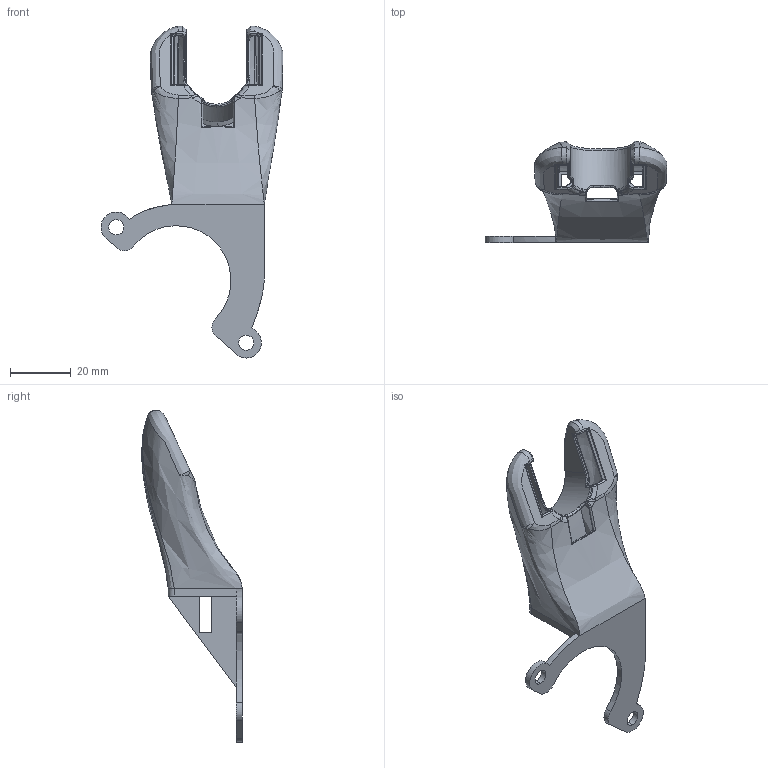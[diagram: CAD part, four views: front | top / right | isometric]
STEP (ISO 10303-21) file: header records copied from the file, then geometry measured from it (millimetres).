
FILE_DESCRIPTION (( 'STEP AP203' ), '1' );
FILE_NAME ('P4_3D Printed Part Coolling Fan Shroud REV A.STEP', '2023-09-02T22:30:33', ( '' ), ( '' ), 'SwSTEP 2.0', 'SolidWorks 2020', '' );
FILE_SCHEMA (( 'CONFIG_CONTROL_DESIGN' ));
Products named in the file (1): P4_3D Printed Part Coolling Fan Shroud REV A
Bounding box: 59.86 x 33.19 x 109.19 mm (x, y, z)
Volume: 7984.3 mm3; surface area: 13865 mm2
Topology: 1 solids, 1 shells, 237 faces, 644 edges, 393 vertices
Faces by surface type: bspline 132, cylinder 51, plane 44, torus 6, cone 4
Entity records: 31397 total; most frequent: CARTESIAN_POINT 26712, ORIENTED_EDGE 1266, EDGE_CURVE 633, DIRECTION 530, VERTEX_POINT 393, B_SPLINE_CURVE_WITH_KNOTS 343, EDGE_LOOP 244, ADVANCED_FACE 237
